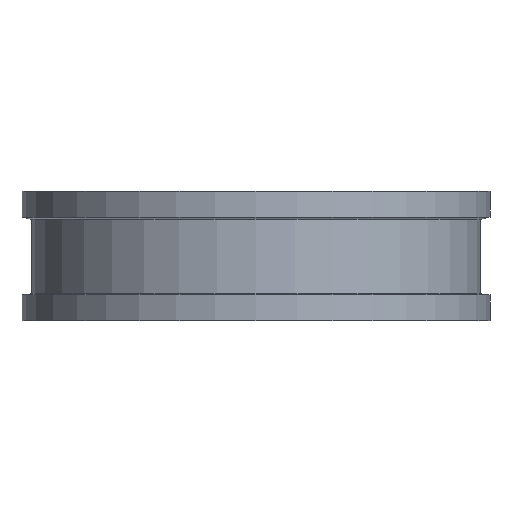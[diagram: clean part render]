
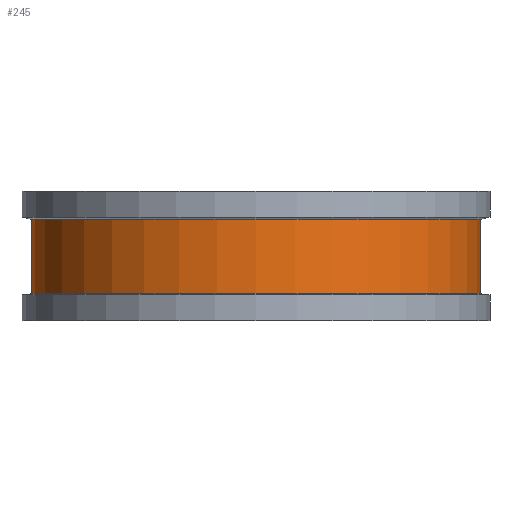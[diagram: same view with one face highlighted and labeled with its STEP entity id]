
A CAD part, front view. The second image highlights one B-rep face of the part: STEP entity #245.
In plain terms, the highlighted cylindrical face has radius 12.3 mm (diameter 24.6 mm), a partial arc.
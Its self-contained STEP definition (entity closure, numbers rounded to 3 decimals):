
#245=ADVANCED_FACE('',(#595),#596,.T.);
#257=EDGE_CURVE('',#503,#447,#608,.T.);
#303=EDGE_CURVE('',#337,#503,#662,.T.);
#337=VERTEX_POINT('',#699);
#353=EDGE_CURVE('',#447,#479,#716,.T.);
#431=EDGE_CURVE('',#337,#479,#802,.T.);
#447=VERTEX_POINT('',#818);
#479=VERTEX_POINT('',#854);
#503=VERTEX_POINT('',#879);
#595=FACE_OUTER_BOUND('',#978,.T.);
#596=CYLINDRICAL_SURFACE('',#979,12.3);
#608=CIRCLE('',#997,12.3);
#662=LINE('',#1067,#1068);
#699=CARTESIAN_POINT('',(12.3,0.,-5.624));
#716=LINE('',#1143,#1144);
#802=CIRCLE('',#1256,12.3);
#818=CARTESIAN_POINT('',(-12.3,0.,-1.542));
#854=CARTESIAN_POINT('',(-12.3,0.,-5.624));
#879=CARTESIAN_POINT('',(12.3,0.,-1.542));
#978=EDGE_LOOP('',(#1464,#1465,#1466,#1467));
#979=AXIS2_PLACEMENT_3D('',#1468,#1469,#1470);
#997=AXIS2_PLACEMENT_3D('',#1476,#1477,#1478);
#1067=CARTESIAN_POINT('',(12.3,0.,-3.583));
#1068=VECTOR('',#1576,1.0);
#1143=CARTESIAN_POINT('',(-12.3,0.,-3.583));
#1144=VECTOR('',#1634,1.0);
#1256=AXIS2_PLACEMENT_3D('',#1749,#1750,#1751);
#1464=ORIENTED_EDGE('',*,*,#353,.T.);
#1465=ORIENTED_EDGE('',*,*,#431,.F.);
#1466=ORIENTED_EDGE('',*,*,#303,.T.);
#1467=ORIENTED_EDGE('',*,*,#257,.T.);
#1468=CARTESIAN_POINT('',(0.,0.,-3.583));
#1469=DIRECTION('',(0.,0.,1.0));
#1470=DIRECTION('',(-1.0,0.,0.));
#1476=CARTESIAN_POINT('',(0.,0.,-1.542));
#1477=DIRECTION('',(0.,0.,-1.0));
#1478=DIRECTION('',(-1.0,0.,0.));
#1576=DIRECTION('',(0.,0.,1.0));
#1634=DIRECTION('',(0.,0.,-1.0));
#1749=CARTESIAN_POINT('',(0.,0.,-5.624));
#1750=DIRECTION('',(0.,0.,-1.0));
#1751=DIRECTION('',(-1.0,0.,0.));
